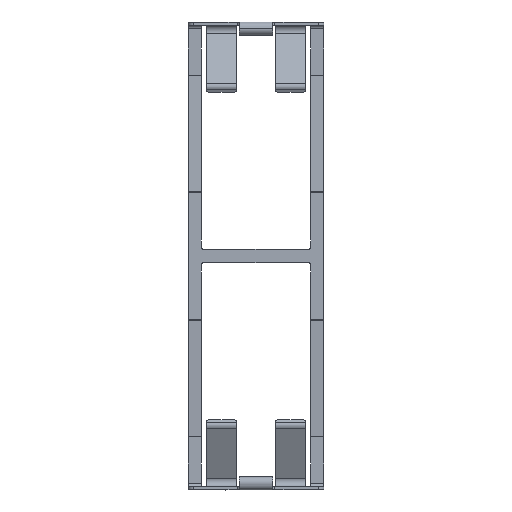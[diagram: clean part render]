
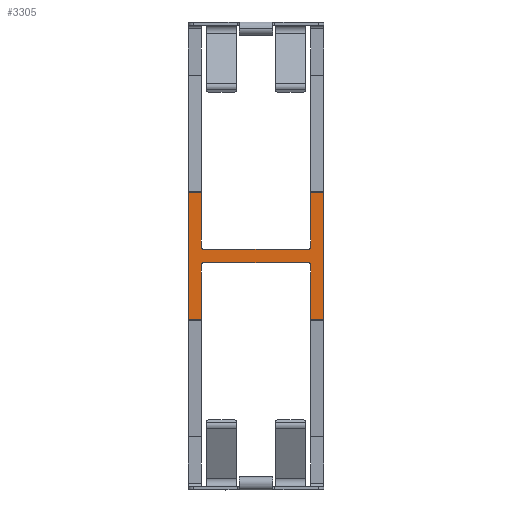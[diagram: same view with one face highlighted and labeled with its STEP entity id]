
A CAD part, front view. The second image highlights one B-rep face of the part: STEP entity #3305.
In plain terms, the highlighted planar face has unit normal (0, -1, 0).
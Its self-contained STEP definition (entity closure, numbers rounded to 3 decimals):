
#27 = VERTEX_POINT ( 'NONE', #8009 ) ;
#91 = LINE ( 'NONE', #1361, #11406 ) ;
#104 = VERTEX_POINT ( 'NONE', #2925 ) ;
#121 = DIRECTION ( 'NONE',  ( 0., 0., 1. ) ) ;
#189 = DIRECTION ( 'NONE',  ( 1., 0., 0. ) ) ;
#325 = DIRECTION ( 'NONE',  ( 0., 0., 1. ) ) ;
#476 = DIRECTION ( 'NONE',  ( 0., 0., 1. ) ) ;
#902 = CIRCLE ( 'NONE', #10022, 0.2 ) ;
#913 = DIRECTION ( 'NONE',  ( 1., 0., 0. ) ) ;
#1091 = CARTESIAN_POINT ( 'NONE',  ( -4.9, 1.95, -21.825 ) ) ;
#1219 = CARTESIAN_POINT ( 'NONE',  ( -4.7, 1.95, -21.625 ) ) ;
#1255 = AXIS2_PLACEMENT_3D ( 'NONE', #11054, #2177, #325 ) ;
#1361 = CARTESIAN_POINT ( 'NONE',  ( -4.9, 1.95, -15.3 ) ) ;
#1487 = CARTESIAN_POINT ( 'NONE',  ( -4.9, 1.95, -21.625 ) ) ;
#1571 = VECTOR ( 'NONE', #4754, 1000. ) ;
#1627 = VERTEX_POINT ( 'NONE', #4280 ) ;
#1718 = VERTEX_POINT ( 'NONE', #2472 ) ;
#1824 = VERTEX_POINT ( 'NONE', #2811 ) ;
#1828 = ORIENTED_EDGE ( 'NONE', *, *, #10647, .F. ) ;
#1841 = LINE ( 'NONE', #8434, #8856 ) ;
#1966 = EDGE_CURVE ( 'NONE', #4938, #3746, #10091, .T. ) ;
#1968 = CIRCLE ( 'NONE', #10181, 0.2 ) ;
#1980 = VECTOR ( 'NONE', #5227, 1000. ) ;
#1999 = EDGE_CURVE ( 'NONE', #3967, #4938, #9823, .T. ) ;
#2069 = ORIENTED_EDGE ( 'NONE', *, *, #1999, .F. ) ;
#2141 = ORIENTED_EDGE ( 'NONE', *, *, #8372, .T. ) ;
#2177 = DIRECTION ( 'NONE',  ( 0., 1., 0. ) ) ;
#2472 = CARTESIAN_POINT ( 'NONE',  ( -4.9, 1.95, -26.75 ) ) ;
#2567 = ORIENTED_EDGE ( 'NONE', *, *, #7269, .F. ) ;
#2691 = CARTESIAN_POINT ( 'NONE',  ( -4.7, 1.95, -20.225 ) ) ;
#2811 = CARTESIAN_POINT ( 'NONE',  ( -4.7, 1.95, -20.425 ) ) ;
#2905 = VERTEX_POINT ( 'NONE', #10926 ) ;
#2925 = CARTESIAN_POINT ( 'NONE',  ( -4.9, 1.95, -15.3 ) ) ;
#3094 = CARTESIAN_POINT ( 'NONE',  ( 4.7, 1.95, -21.825 ) ) ;
#3160 = DIRECTION ( 'NONE',  ( 0., 0., -1. ) ) ;
#3183 = ORIENTED_EDGE ( 'NONE', *, *, #1966, .F. ) ;
#3254 = LINE ( 'NONE', #8830, #3791 ) ;
#3293 = EDGE_CURVE ( 'NONE', #104, #10777, #7768, .T. ) ;
#3305 = ADVANCED_FACE ( 'NONE', ( #5670 ), #10341, .F. ) ;
#3500 = CARTESIAN_POINT ( 'NONE',  ( 6.1, 1.95, -15.3 ) ) ;
#3648 = EDGE_CURVE ( 'NONE', #3967, #3934, #4713, .T. ) ;
#3746 = VERTEX_POINT ( 'NONE', #5493 ) ;
#3791 = VECTOR ( 'NONE', #913, 1000. ) ;
#3856 = EDGE_CURVE ( 'NONE', #27, #4762, #902, .T. ) ;
#3934 = VERTEX_POINT ( 'NONE', #11239 ) ;
#3967 = VERTEX_POINT ( 'NONE', #3500 ) ;
#3968 = DIRECTION ( 'NONE',  ( 0., 1., 0. ) ) ;
#4137 = EDGE_LOOP ( 'NONE', ( #5241, #8725, #4939, #10332, #2141, #3183, #2069, #10552, #10266, #4508, #2567, #7430, #1828, #9657, #7304, #9302 ) ) ;
#4246 = CARTESIAN_POINT ( 'NONE',  ( 4.7, 1.95, -20.225 ) ) ;
#4280 = CARTESIAN_POINT ( 'NONE',  ( -4.9, 1.95, -20.225 ) ) ;
#4353 = LINE ( 'NONE', #1487, #4737 ) ;
#4406 = VERTEX_POINT ( 'NONE', #1219 ) ;
#4505 = CARTESIAN_POINT ( 'NONE',  ( -6.1, 1.95, -26.75 ) ) ;
#4508 = ORIENTED_EDGE ( 'NONE', *, *, #8360, .T. ) ;
#4692 = DIRECTION ( 'NONE',  ( -1., 0., 0. ) ) ;
#4713 = LINE ( 'NONE', #6987, #5543 ) ;
#4737 = VECTOR ( 'NONE', #8391, 1000. ) ;
#4754 = DIRECTION ( 'NONE',  ( 0., 0., -1. ) ) ;
#4762 = VERTEX_POINT ( 'NONE', #9722 ) ;
#4906 = DIRECTION ( 'NONE',  ( 0., 1., 0. ) ) ;
#4938 = VERTEX_POINT ( 'NONE', #8348 ) ;
#4939 = ORIENTED_EDGE ( 'NONE', *, *, #9028, .T. ) ;
#5073 = CARTESIAN_POINT ( 'NONE',  ( -6.1, 1.95, -15.3 ) ) ;
#5094 = DIRECTION ( 'NONE',  ( 0., 0., 1. ) ) ;
#5130 = CARTESIAN_POINT ( 'NONE',  ( 4.9, 1.95, -21.625 ) ) ;
#5227 = DIRECTION ( 'NONE',  ( 0., 0., -1. ) ) ;
#5241 = ORIENTED_EDGE ( 'NONE', *, *, #6928, .F. ) ;
#5403 = LINE ( 'NONE', #4505, #1980 ) ;
#5493 = CARTESIAN_POINT ( 'NONE',  ( 4.9, 1.95, -26.75 ) ) ;
#5543 = VECTOR ( 'NONE', #11438, 1000. ) ;
#5664 = VECTOR ( 'NONE', #6591, 1000. ) ;
#5670 = FACE_OUTER_BOUND ( 'NONE', #4137, .T. ) ;
#5793 = VECTOR ( 'NONE', #11038, 1000. ) ;
#5924 = VERTEX_POINT ( 'NONE', #7555 ) ;
#5948 = EDGE_CURVE ( 'NONE', #1718, #2905, #7619, .T. ) ;
#6213 = DIRECTION ( 'NONE',  ( 0., 1., 0. ) ) ;
#6236 = VECTOR ( 'NONE', #9630, 1000. ) ;
#6591 = DIRECTION ( 'NONE',  ( -1., 0., 0. ) ) ;
#6752 = EDGE_CURVE ( 'NONE', #1824, #1627, #9493, .T. ) ;
#6928 = EDGE_CURVE ( 'NONE', #11053, #1718, #4353, .T. ) ;
#6987 = CARTESIAN_POINT ( 'NONE',  ( 6.1, 1.95, -15.3 ) ) ;
#7193 = VECTOR ( 'NONE', #4692, 1000. ) ;
#7269 = EDGE_CURVE ( 'NONE', #1824, #8371, #3254, .T. ) ;
#7304 = ORIENTED_EDGE ( 'NONE', *, *, #7879, .T. ) ;
#7376 = CARTESIAN_POINT ( 'NONE',  ( 6.1, 1.95, -26.75 ) ) ;
#7430 = ORIENTED_EDGE ( 'NONE', *, *, #6752, .T. ) ;
#7474 = DIRECTION ( 'NONE',  ( 0., 0., 1. ) ) ;
#7480 = DIRECTION ( 'NONE',  ( 0., 0., -1. ) ) ;
#7555 = CARTESIAN_POINT ( 'NONE',  ( 4.9, 1.95, -20.225 ) ) ;
#7619 = LINE ( 'NONE', #9253, #5664 ) ;
#7768 = LINE ( 'NONE', #10012, #7193 ) ;
#7879 = EDGE_CURVE ( 'NONE', #10777, #2905, #5403, .T. ) ;
#8009 = CARTESIAN_POINT ( 'NONE',  ( 4.7, 1.95, -21.625 ) ) ;
#8031 = CARTESIAN_POINT ( 'NONE',  ( -4.9, 1.95, -21.625 ) ) ;
#8146 = EDGE_CURVE ( 'NONE', #11053, #4406, #8869, .T. ) ;
#8314 = CARTESIAN_POINT ( 'NONE',  ( 6.1, 1.95, -26.75 ) ) ;
#8348 = CARTESIAN_POINT ( 'NONE',  ( 6.1, 1.95, -26.75 ) ) ;
#8360 = EDGE_CURVE ( 'NONE', #5924, #8371, #1968, .T. ) ;
#8371 = VERTEX_POINT ( 'NONE', #10457 ) ;
#8372 = EDGE_CURVE ( 'NONE', #4762, #3746, #9575, .T. ) ;
#8383 = CARTESIAN_POINT ( 'NONE',  ( 6.1, 1.95, -26.75 ) ) ;
#8391 = DIRECTION ( 'NONE',  ( 0., 0., -1. ) ) ;
#8434 = CARTESIAN_POINT ( 'NONE',  ( 4.9, 1.95, -15.3 ) ) ;
#8722 = LINE ( 'NONE', #8031, #10796 ) ;
#8725 = ORIENTED_EDGE ( 'NONE', *, *, #8146, .T. ) ;
#8830 = CARTESIAN_POINT ( 'NONE',  ( -4.9, 1.95, -20.425 ) ) ;
#8856 = VECTOR ( 'NONE', #3160, 1000. ) ;
#8869 = CIRCLE ( 'NONE', #1255, 0.2 ) ;
#9028 = EDGE_CURVE ( 'NONE', #4406, #27, #8722, .T. ) ;
#9253 = CARTESIAN_POINT ( 'NONE',  ( 6.1, 1.95, -26.75 ) ) ;
#9302 = ORIENTED_EDGE ( 'NONE', *, *, #5948, .F. ) ;
#9493 = CIRCLE ( 'NONE', #11283, 0.2 ) ;
#9575 = LINE ( 'NONE', #5130, #6236 ) ;
#9630 = DIRECTION ( 'NONE',  ( 0., 0., -1. ) ) ;
#9657 = ORIENTED_EDGE ( 'NONE', *, *, #3293, .T. ) ;
#9722 = CARTESIAN_POINT ( 'NONE',  ( 4.9, 1.95, -21.825 ) ) ;
#9823 = LINE ( 'NONE', #7376, #1571 ) ;
#9874 = AXIS2_PLACEMENT_3D ( 'NONE', #8383, #4906, #7474 ) ;
#10012 = CARTESIAN_POINT ( 'NONE',  ( 6.1, 1.95, -15.3 ) ) ;
#10022 = AXIS2_PLACEMENT_3D ( 'NONE', #3094, #3968, #476 ) ;
#10091 = LINE ( 'NONE', #8314, #5793 ) ;
#10181 = AXIS2_PLACEMENT_3D ( 'NONE', #4246, #10562, #5094 ) ;
#10231 = EDGE_CURVE ( 'NONE', #3934, #5924, #1841, .T. ) ;
#10266 = ORIENTED_EDGE ( 'NONE', *, *, #10231, .T. ) ;
#10332 = ORIENTED_EDGE ( 'NONE', *, *, #3856, .T. ) ;
#10341 = PLANE ( 'NONE',  #9874 ) ;
#10457 = CARTESIAN_POINT ( 'NONE',  ( 4.7, 1.95, -20.425 ) ) ;
#10552 = ORIENTED_EDGE ( 'NONE', *, *, #3648, .T. ) ;
#10562 = DIRECTION ( 'NONE',  ( 0., 1., 0. ) ) ;
#10647 = EDGE_CURVE ( 'NONE', #104, #1627, #91, .T. ) ;
#10777 = VERTEX_POINT ( 'NONE', #5073 ) ;
#10796 = VECTOR ( 'NONE', #189, 1000. ) ;
#10926 = CARTESIAN_POINT ( 'NONE',  ( -6.1, 1.95, -26.75 ) ) ;
#11038 = DIRECTION ( 'NONE',  ( -1., 0., 0. ) ) ;
#11053 = VERTEX_POINT ( 'NONE', #1091 ) ;
#11054 = CARTESIAN_POINT ( 'NONE',  ( -4.7, 1.95, -21.825 ) ) ;
#11239 = CARTESIAN_POINT ( 'NONE',  ( 4.9, 1.95, -15.3 ) ) ;
#11283 = AXIS2_PLACEMENT_3D ( 'NONE', #2691, #6213, #121 ) ;
#11406 = VECTOR ( 'NONE', #7480, 1000. ) ;
#11438 = DIRECTION ( 'NONE',  ( -1., 0., 0. ) ) ;
